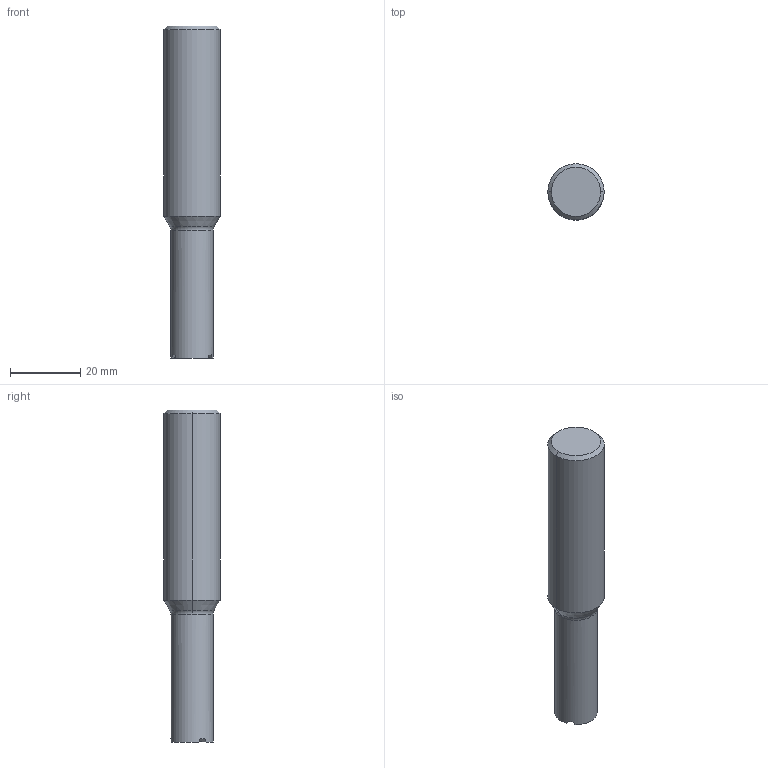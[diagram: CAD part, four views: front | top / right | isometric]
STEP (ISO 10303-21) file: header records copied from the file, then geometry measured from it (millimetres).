
FILE_DESCRIPTION(/* description */ (''),/* implementation_level */ '2;1');
FILE_NAME(/* name */ '1713323548387.stp',/* time_stamp */ '2024-04-17T08:42:41+05:00',/* author */ (''),/* organization */ ('SMS'),/* preprocessor_version */ 'ST-DEVELOPER v16.7',/* originating_system */ 'SIEMENS PLM Software NX 12.0',/* authorisation */ '');
FILE_SCHEMA (('AUTOMOTIVE_DESIGN { 1 0 10303 214 3 1 1 1 }'));
Length unit declared in the file: millimetre
Products named in the file (1): 205230189mod000_00
Bounding box: 15.99 x 15.99 x 94.3 mm (x, y, z)
Volume: 15353.9 mm3; surface area: 4708.7 mm2
Topology: 1 solids, 1 shells, 25 faces, 63 edges, 43 vertices
Faces by surface type: plane 14, cylinder 5, cone 4, torus 2
Full cylindrical faces by diameter (mm): 12 x1
Entity records: 844 total; most frequent: CARTESIAN_POINT 181, DIRECTION 137, ORIENTED_EDGE 130, EDGE_CURVE 65, AXIS2_PLACEMENT_3D 57, VERTEX_POINT 42, CIRCLE 28, ADVANCED_FACE 25
